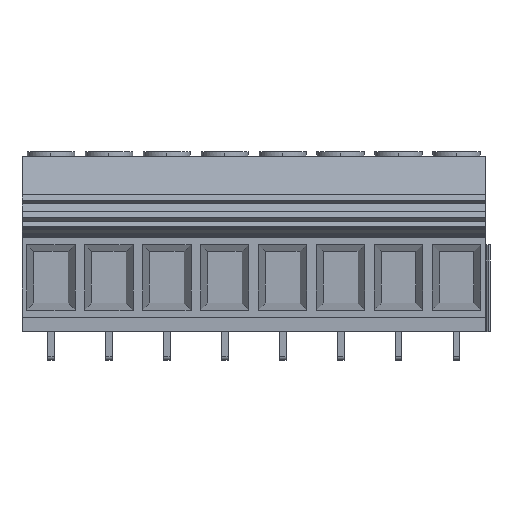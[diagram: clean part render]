
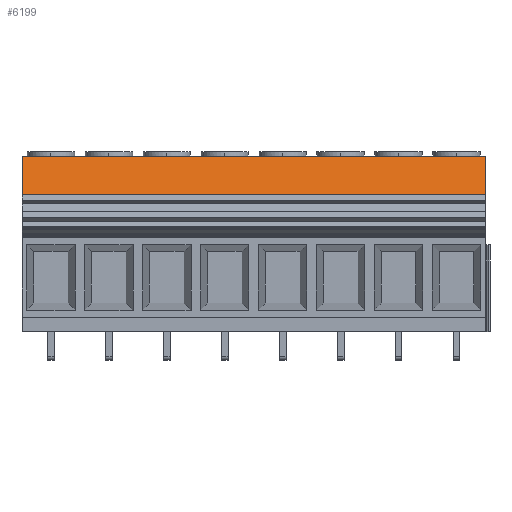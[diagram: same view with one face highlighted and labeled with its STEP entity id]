
A CAD part, front view. The second image highlights one B-rep face of the part: STEP entity #6199.
In plain terms, the highlighted planar face has unit normal (0, -0.966, 0.259).
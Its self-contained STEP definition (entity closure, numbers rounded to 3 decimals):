
#6186=AXIS2_PLACEMENT_3D('Plane Axis2P3D',#6183,#6184,#6185) ;
#2508=CARTESIAN_POINT('Vertex',(0.,6.947,28.966)) ;
#2511=CARTESIAN_POINT('Line Origine',(0.,7.853,32.346)) ;
#2515=CARTESIAN_POINT('Vertex',(0.,8.758,35.725)) ;
#3682=CARTESIAN_POINT('Vertex',(81.28,8.758,35.725)) ;
#3685=CARTESIAN_POINT('Line Origine',(81.28,7.853,32.346)) ;
#3689=CARTESIAN_POINT('Vertex',(81.28,6.947,28.966)) ;
#6171=CARTESIAN_POINT('Line Origine',(40.64,6.947,28.966)) ;
#6183=CARTESIAN_POINT('Axis2P3D Location',(0.,8.758,35.725)) ;
#6188=CARTESIAN_POINT('Line Origine',(40.64,8.758,35.725)) ;
#2512=DIRECTION('Vector Direction',(0.,-0.259,-0.966)) ;
#3686=DIRECTION('Vector Direction',(0.,-0.259,-0.966)) ;
#6172=DIRECTION('Vector Direction',(1.,0.,0.)) ;
#6184=DIRECTION('Axis2P3D Direction',(0.,-0.966,0.259)) ;
#6185=DIRECTION('Axis2P3D XDirection',(0.,-0.259,-0.966)) ;
#6189=DIRECTION('Vector Direction',(1.,0.,0.)) ;
#2513=VECTOR('Line Direction',#2512,1.) ;
#3687=VECTOR('Line Direction',#3686,1.) ;
#6173=VECTOR('Line Direction',#6172,1.) ;
#6190=VECTOR('Line Direction',#6189,1.) ;
#6194=ORIENTED_EDGE('',*,*,#3691,.T.) ;
#6195=ORIENTED_EDGE('',*,*,#6192,.F.) ;
#6196=ORIENTED_EDGE('',*,*,#2517,.F.) ;
#6197=ORIENTED_EDGE('',*,*,#6175,.T.) ;
#6199=ADVANCED_FACE('_LUP 10.16/08/90V 5.0SN BK BX 2013910000',(#6198),#6187,.T.) ;
#2517=EDGE_CURVE('',#2509,#2516,#2514,.F.) ;
#3691=EDGE_CURVE('',#3690,#3683,#3688,.F.) ;
#6175=EDGE_CURVE('',#2509,#3690,#6174,.T.) ;
#6192=EDGE_CURVE('',#2516,#3683,#6191,.T.) ;
#6193=EDGE_LOOP('',(#6194,#6195,#6196,#6197)) ;
#6198=FACE_OUTER_BOUND('',#6193,.T.) ;
#2514=LINE('Line',#2511,#2513) ;
#3688=LINE('Line',#3685,#3687) ;
#6174=LINE('Line',#6171,#6173) ;
#6191=LINE('Line',#6188,#6190) ;
#6187=PLANE('',#6186) ;
#2509=VERTEX_POINT('',#2508) ;
#2516=VERTEX_POINT('',#2515) ;
#3683=VERTEX_POINT('',#3682) ;
#3690=VERTEX_POINT('',#3689) ;
